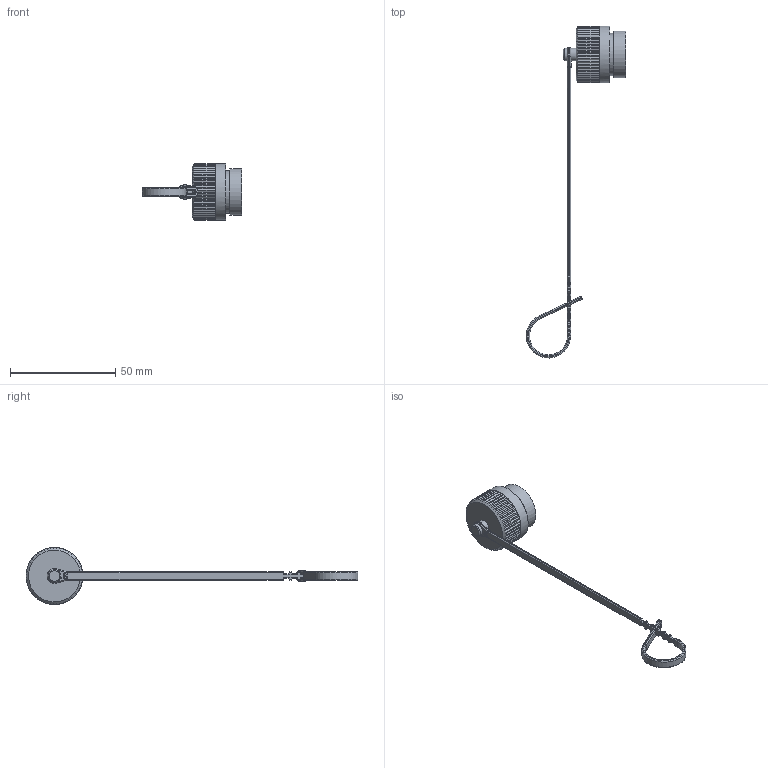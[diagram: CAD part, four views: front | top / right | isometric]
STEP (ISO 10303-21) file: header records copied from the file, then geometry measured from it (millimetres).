
FILE_DESCRIPTION(/* description */ (''),/* implementation_level */ '2;1');
FILE_NAME(/* name */ '08-2808-000-000-001_00.stp',/* time_stamp */ '2023-02-13T11:27:09+01:00',/* author */ (''),/* organization */ (''),/* preprocessor_version */ 'ST-DEVELOPER v16',/* originating_system */ 'SIEMENS PLM Software NX 11.0',/* authorisation */ '');
FILE_SCHEMA (('AUTOMOTIVE_DESIGN { 1 0 10303 214 3 1 1 1 }'));
Length unit declared in the file: millimetre
Products named in the file (1): khau3228923C0ju9
Bounding box: 47.08 x 157.47 x 27 mm (x, y, z)
Volume: 9284.9 mm3; surface area: 6194.9 mm2
Topology: 1 solids, 1 shells, 578 faces, 1428 edges, 857 vertices
Faces by surface type: plane 269, cylinder 190, torus 68, bspline 48, cone 3
Full cylindrical faces by diameter (mm): 6 x2, 14.5 x1, 18.3 x1, 20 x1, 22.187 x1, 27 x1
Entity records: 17430 total; most frequent: CARTESIAN_POINT 3889, DIRECTION 2889, ORIENTED_EDGE 2822, EDGE_CURVE 1411, AXIS2_PLACEMENT_3D 1079, VERTEX_POINT 852, LINE 731, VECTOR 731
